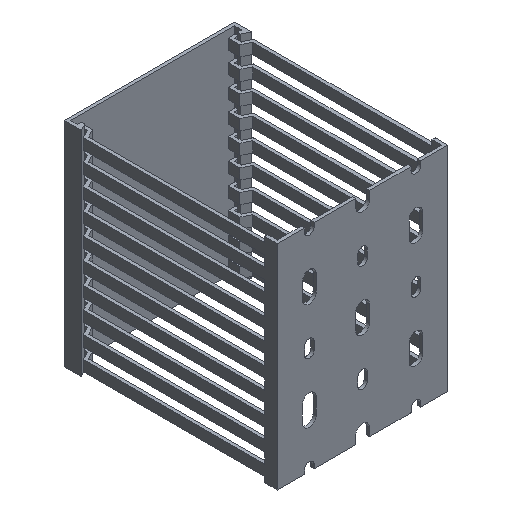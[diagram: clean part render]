
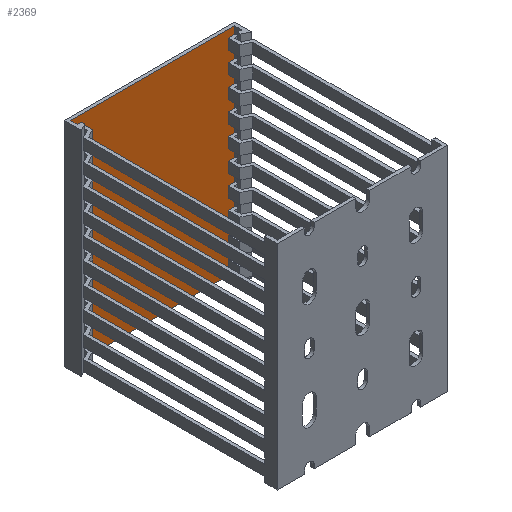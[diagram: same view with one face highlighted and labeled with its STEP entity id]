
A CAD part, isometric view. The second image highlights one B-rep face of the part: STEP entity #2369.
In plain terms, the highlighted planar face has unit normal (0, -1, 0).
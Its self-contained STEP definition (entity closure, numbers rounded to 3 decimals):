
#23 = VECTOR ( 'NONE', #8425, 1000. ) ;
#161 = VECTOR ( 'NONE', #2711, 1000. ) ;
#201 = CARTESIAN_POINT ( 'NONE',  ( 38.5, 98.5, -100. ) ) ;
#618 = CARTESIAN_POINT ( 'NONE',  ( -38.5, 98.5, -100. ) ) ;
#1810 = CARTESIAN_POINT ( 'NONE',  ( -38.5, 98.5, -100. ) ) ;
#1943 = LINE ( 'NONE', #7137, #1994 ) ;
#1994 = VECTOR ( 'NONE', #8513, 1000. ) ;
#2112 = VERTEX_POINT ( 'NONE', #3488 ) ;
#2369 = ADVANCED_FACE ( 'NONE', ( #8439 ), #6156, .T. ) ;
#2535 = DIRECTION ( 'NONE',  ( 0., 0., -1. ) ) ;
#2711 = DIRECTION ( 'NONE',  ( 0., 0., 1. ) ) ;
#2990 = ORIENTED_EDGE ( 'NONE', *, *, #7784, .F. ) ;
#3127 = AXIS2_PLACEMENT_3D ( 'NONE', #7624, #9063, #2535 ) ;
#3174 = ORIENTED_EDGE ( 'NONE', *, *, #7753, .T. ) ;
#3488 = CARTESIAN_POINT ( 'NONE',  ( -38.5, 98.5, -100. ) ) ;
#3950 = LINE ( 'NONE', #5573, #23 ) ;
#4653 = ORIENTED_EDGE ( 'NONE', *, *, #4677, .T. ) ;
#4677 = EDGE_CURVE ( 'NONE', #2112, #7247, #8336, .T. ) ;
#5039 = LINE ( 'NONE', #618, #161 ) ;
#5232 = EDGE_LOOP ( 'NONE', ( #2990, #5331, #4653, #3174 ) ) ;
#5331 = ORIENTED_EDGE ( 'NONE', *, *, #6316, .F. ) ;
#5573 = CARTESIAN_POINT ( 'NONE',  ( 38.5, 98.5, -100. ) ) ;
#6156 = PLANE ( 'NONE',  #3127 ) ;
#6242 = VERTEX_POINT ( 'NONE', #7054 ) ;
#6280 = CARTESIAN_POINT ( 'NONE',  ( -38.5, 98.5, 0. ) ) ;
#6316 = EDGE_CURVE ( 'NONE', #2112, #7732, #5039, .T. ) ;
#7054 = CARTESIAN_POINT ( 'NONE',  ( 38.5, 98.5, 0. ) ) ;
#7137 = CARTESIAN_POINT ( 'NONE',  ( -38.5, 98.5, 0. ) ) ;
#7247 = VERTEX_POINT ( 'NONE', #201 ) ;
#7624 = CARTESIAN_POINT ( 'NONE',  ( -38.5, 98.5, -100. ) ) ;
#7732 = VERTEX_POINT ( 'NONE', #6280 ) ;
#7753 = EDGE_CURVE ( 'NONE', #7247, #6242, #3950, .T. ) ;
#7784 = EDGE_CURVE ( 'NONE', #7732, #6242, #1943, .T. ) ;
#8336 = LINE ( 'NONE', #1810, #9147 ) ;
#8425 = DIRECTION ( 'NONE',  ( 0., 0., 1. ) ) ;
#8439 = FACE_OUTER_BOUND ( 'NONE', #5232, .T. ) ;
#8513 = DIRECTION ( 'NONE',  ( 1., 0., 0. ) ) ;
#9063 = DIRECTION ( 'NONE',  ( 0., -1., 0. ) ) ;
#9096 = DIRECTION ( 'NONE',  ( 1., 0., 0. ) ) ;
#9147 = VECTOR ( 'NONE', #9096, 1000. ) ;
